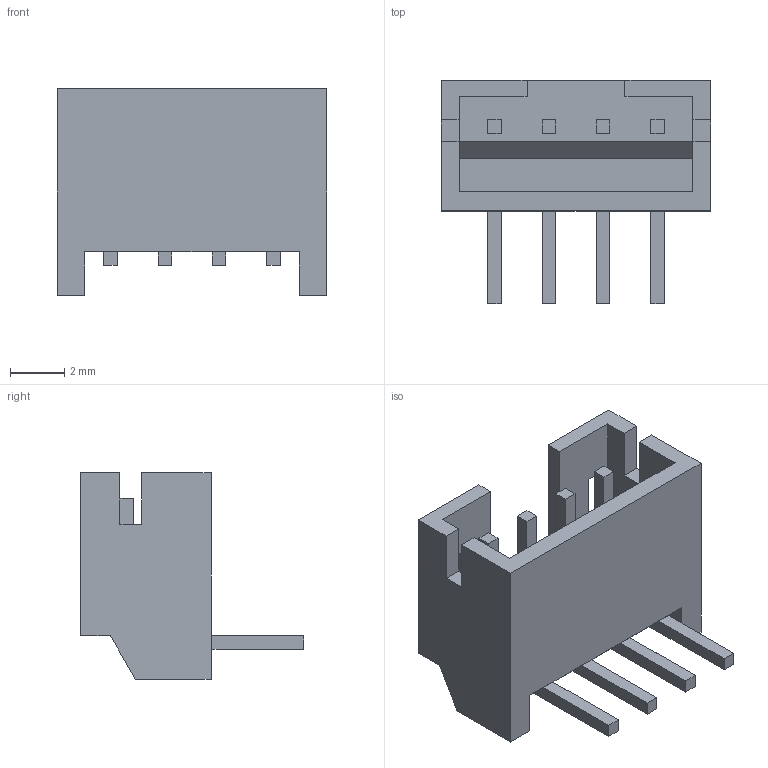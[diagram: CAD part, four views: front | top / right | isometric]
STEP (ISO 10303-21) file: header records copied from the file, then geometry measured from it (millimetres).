
FILE_DESCRIPTION(/* description */ ('SolidWorks IGES file using analytic representation for surfaces '),/* implementation_level */ '2;1');
FILE_NAME(/* name */ 'S4B-PH-K-S.stp',/* time_stamp */ '2020-02-19T18:16:14-04:00',/* author */ ('Keven'),/* organization */ (''),/* preprocessor_version */ 'ST-DEVELOPER v17',/* originating_system */ 'Autodesk Inventor 2019',/* authorisation */ '');
FILE_SCHEMA (('AUTOMOTIVE_DESIGN { 1 0 10303 214 3 1 1 }'));
Length unit declared in the file: millimetre
Products named in the file (1): S4B-PH-K-S
Bounding box: 9.9 x 8.2 x 7.6 mm (x, y, z)
Surface area: 451.3 mm2 (no closed solid volume)
Topology: 0 solids, 80 shells, 80 faces, 428 edges, 428 vertices
Faces by surface type: plane 76, cylinder 4
Entity records: 4386 total; most frequent: CARTESIAN_POINT 937, DIRECTION 606, VERTEX_POINT 428, EDGE_CURVE 428, ORIENTED_EDGE 428, LINE 412, VECTOR 412, AXIS2_PLACEMENT_3D 97
